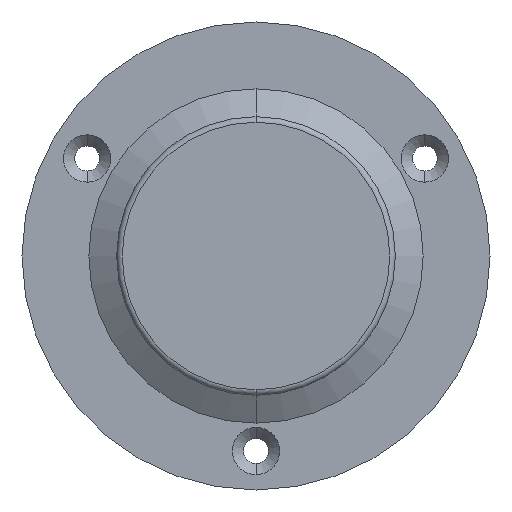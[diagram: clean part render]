
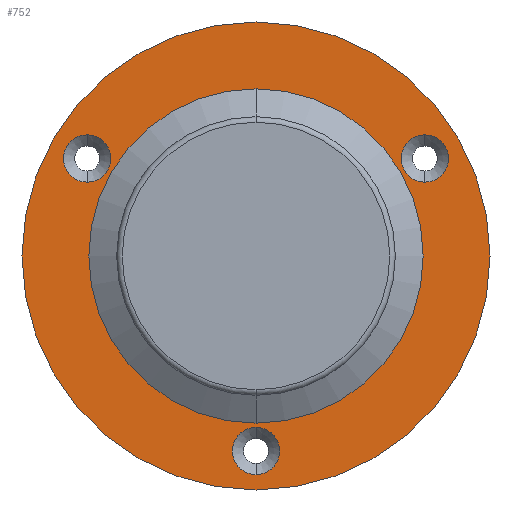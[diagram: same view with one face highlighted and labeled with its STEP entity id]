
A CAD part, front view. The second image highlights one B-rep face of the part: STEP entity #752.
In plain terms, the highlighted planar face has unit normal (0, -1, 0).
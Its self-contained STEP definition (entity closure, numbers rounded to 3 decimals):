
#8 = ORIENTED_EDGE ( 'NONE', *, *, #621, .T. ) ;
#20 = CIRCLE ( 'NONE', #286, 4.25 ) ;
#25 = DIRECTION ( 'NONE',  ( 0., 0., -1. ) ) ;
#30 = CARTESIAN_POINT ( 'NONE',  ( 0., -5., -42. ) ) ;
#41 = EDGE_CURVE ( 'NONE', #689, #620, #548, .T. ) ;
#44 = DIRECTION ( 'NONE',  ( 0., 0., -1. ) ) ;
#49 = CARTESIAN_POINT ( 'NONE',  ( -30.311, -5., 13.25 ) ) ;
#51 = DIRECTION ( 'NONE',  ( 0., 0., -1. ) ) ;
#75 = CIRCLE ( 'NONE', #589, 4.25 ) ;
#79 = CARTESIAN_POINT ( 'NONE',  ( -30.311, -5., 17.5 ) ) ;
#82 = DIRECTION ( 'NONE',  ( 0., 0., -1. ) ) ;
#87 = EDGE_CURVE ( 'NONE', #1005, #496, #414, .T. ) ;
#123 = DIRECTION ( 'NONE',  ( 0., 0., -1. ) ) ;
#136 = CIRCLE ( 'NONE', #712, 4.25 ) ;
#140 = CARTESIAN_POINT ( 'NONE',  ( 0., -5., -39.25 ) ) ;
#154 = ORIENTED_EDGE ( 'NONE', *, *, #401, .T. ) ;
#194 = AXIS2_PLACEMENT_3D ( 'NONE', #1008, #934, #82 ) ;
#208 = CARTESIAN_POINT ( 'NONE',  ( 0., -5., -35. ) ) ;
#227 = ORIENTED_EDGE ( 'NONE', *, *, #41, .T. ) ;
#228 = EDGE_LOOP ( 'NONE', ( #933, #8 ) ) ;
#229 = PLANE ( 'NONE',  #194 ) ;
#241 = VERTEX_POINT ( 'NONE', #843 ) ;
#242 = FACE_OUTER_BOUND ( 'NONE', #877, .T. ) ;
#248 = CARTESIAN_POINT ( 'NONE',  ( -30.311, -5., 21.75 ) ) ;
#252 = CIRCLE ( 'NONE', #1001, 30. ) ;
#256 = EDGE_LOOP ( 'NONE', ( #154, #346 ) ) ;
#258 = EDGE_CURVE ( 'NONE', #278, #929, #136, .T. ) ;
#271 = CARTESIAN_POINT ( 'NONE',  ( 30.311, -5., 17.5 ) ) ;
#278 = VERTEX_POINT ( 'NONE', #140 ) ;
#286 = AXIS2_PLACEMENT_3D ( 'NONE', #343, #519, #44 ) ;
#297 = EDGE_CURVE ( 'NONE', #500, #985, #834, .T. ) ;
#314 = FACE_BOUND ( 'NONE', #376, .T. ) ;
#325 = CARTESIAN_POINT ( 'NONE',  ( 0., -5., -30.75 ) ) ;
#343 = CARTESIAN_POINT ( 'NONE',  ( 30.311, -5., 17.5 ) ) ;
#346 = ORIENTED_EDGE ( 'NONE', *, *, #297, .T. ) ;
#349 = AXIS2_PLACEMENT_3D ( 'NONE', #79, #802, #808 ) ;
#376 = EDGE_LOOP ( 'NONE', ( #464, #615 ) ) ;
#384 = CARTESIAN_POINT ( 'NONE',  ( -30.311, -5., 17.5 ) ) ;
#387 = VERTEX_POINT ( 'NONE', #624 ) ;
#391 = DIRECTION ( 'NONE',  ( 0., 1., 0. ) ) ;
#395 = EDGE_CURVE ( 'NONE', #387, #241, #252, .T. ) ;
#401 = EDGE_CURVE ( 'NONE', #985, #500, #880, .T. ) ;
#413 = CARTESIAN_POINT ( 'NONE',  ( 0., -5., 0. ) ) ;
#414 = CIRCLE ( 'NONE', #729, 42. ) ;
#415 = CARTESIAN_POINT ( 'NONE',  ( 0., -5., 0. ) ) ;
#419 = AXIS2_PLACEMENT_3D ( 'NONE', #413, #730, #25 ) ;
#421 = CARTESIAN_POINT ( 'NONE',  ( 0., -5., 0. ) ) ;
#446 = CARTESIAN_POINT ( 'NONE',  ( 0., -5., -35. ) ) ;
#456 = DIRECTION ( 'NONE',  ( 0., 1., 0. ) ) ;
#464 = ORIENTED_EDGE ( 'NONE', *, *, #475, .F. ) ;
#469 = DIRECTION ( 'NONE',  ( 0., -1., 0. ) ) ;
#474 = FACE_BOUND ( 'NONE', #256, .T. ) ;
#475 = EDGE_CURVE ( 'NONE', #241, #387, #513, .T. ) ;
#496 = VERTEX_POINT ( 'NONE', #30 ) ;
#500 = VERTEX_POINT ( 'NONE', #248 ) ;
#513 = CIRCLE ( 'NONE', #778, 30. ) ;
#519 = DIRECTION ( 'NONE',  ( 0., 1., 0. ) ) ;
#527 = EDGE_LOOP ( 'NONE', ( #955, #227 ) ) ;
#533 = FACE_BOUND ( 'NONE', #527, .T. ) ;
#547 = EDGE_CURVE ( 'NONE', #496, #1005, #733, .T. ) ;
#548 = CIRCLE ( 'NONE', #779, 4.25 ) ;
#566 = DIRECTION ( 'NONE',  ( 0., 0., -1. ) ) ;
#570 = DIRECTION ( 'NONE',  ( 0., -1., 0. ) ) ;
#589 = AXIS2_PLACEMENT_3D ( 'NONE', #208, #828, #123 ) ;
#615 = ORIENTED_EDGE ( 'NONE', *, *, #395, .F. ) ;
#620 = VERTEX_POINT ( 'NONE', #980 ) ;
#621 = EDGE_CURVE ( 'NONE', #929, #278, #75, .T. ) ;
#624 = CARTESIAN_POINT ( 'NONE',  ( 0., -5., -30. ) ) ;
#633 = DIRECTION ( 'NONE',  ( 0., 0., -1. ) ) ;
#689 = VERTEX_POINT ( 'NONE', #709 ) ;
#709 = CARTESIAN_POINT ( 'NONE',  ( 30.311, -5., 21.75 ) ) ;
#712 = AXIS2_PLACEMENT_3D ( 'NONE', #446, #999, #51 ) ;
#729 = AXIS2_PLACEMENT_3D ( 'NONE', #415, #815, #967 ) ;
#730 = DIRECTION ( 'NONE',  ( 0., -1., 0. ) ) ;
#733 = CIRCLE ( 'NONE', #419, 42. ) ;
#752 = ADVANCED_FACE ( 'NONE', ( #1002, #533, #474, #242, #314 ), #229, .T. ) ;
#778 = AXIS2_PLACEMENT_3D ( 'NONE', #421, #570, #566 ) ;
#779 = AXIS2_PLACEMENT_3D ( 'NONE', #271, #391, #785 ) ;
#782 = DIRECTION ( 'NONE',  ( 0., 0., -1. ) ) ;
#785 = DIRECTION ( 'NONE',  ( 0., 0., -1. ) ) ;
#802 = DIRECTION ( 'NONE',  ( 0., 1., 0. ) ) ;
#808 = DIRECTION ( 'NONE',  ( 0., 0., -1. ) ) ;
#815 = DIRECTION ( 'NONE',  ( 0., -1., 0. ) ) ;
#826 = ORIENTED_EDGE ( 'NONE', *, *, #87, .T. ) ;
#828 = DIRECTION ( 'NONE',  ( 0., 1., 0. ) ) ;
#834 = CIRCLE ( 'NONE', #1007, 4.25 ) ;
#843 = CARTESIAN_POINT ( 'NONE',  ( 0., -5., 30. ) ) ;
#860 = CARTESIAN_POINT ( 'NONE',  ( 0., -5., 0. ) ) ;
#877 = EDGE_LOOP ( 'NONE', ( #977, #826 ) ) ;
#880 = CIRCLE ( 'NONE', #349, 4.25 ) ;
#918 = CARTESIAN_POINT ( 'NONE',  ( 0., -5., 42. ) ) ;
#929 = VERTEX_POINT ( 'NONE', #325 ) ;
#933 = ORIENTED_EDGE ( 'NONE', *, *, #258, .T. ) ;
#934 = DIRECTION ( 'NONE',  ( 0., -1., 0. ) ) ;
#955 = ORIENTED_EDGE ( 'NONE', *, *, #982, .T. ) ;
#967 = DIRECTION ( 'NONE',  ( 0., 0., -1. ) ) ;
#977 = ORIENTED_EDGE ( 'NONE', *, *, #547, .T. ) ;
#980 = CARTESIAN_POINT ( 'NONE',  ( 30.311, -5., 13.25 ) ) ;
#982 = EDGE_CURVE ( 'NONE', #620, #689, #20, .T. ) ;
#985 = VERTEX_POINT ( 'NONE', #49 ) ;
#999 = DIRECTION ( 'NONE',  ( 0., 1., 0. ) ) ;
#1001 = AXIS2_PLACEMENT_3D ( 'NONE', #860, #469, #782 ) ;
#1002 = FACE_BOUND ( 'NONE', #228, .T. ) ;
#1005 = VERTEX_POINT ( 'NONE', #918 ) ;
#1007 = AXIS2_PLACEMENT_3D ( 'NONE', #384, #456, #633 ) ;
#1008 = CARTESIAN_POINT ( 'NONE',  ( 42., -5., 0. ) ) ;
